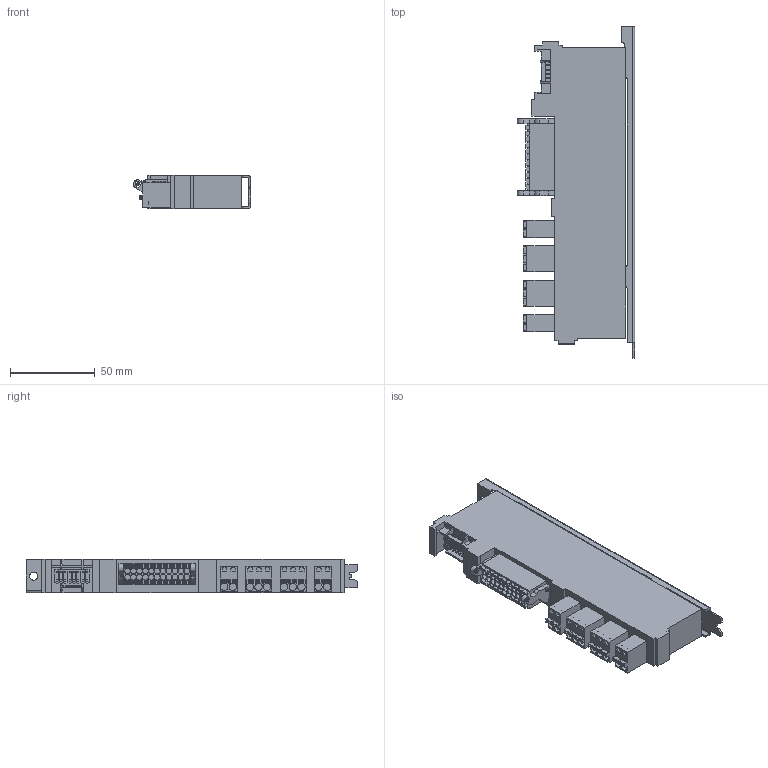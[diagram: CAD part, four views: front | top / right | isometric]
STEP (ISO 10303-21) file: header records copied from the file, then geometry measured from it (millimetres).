
FILE_DESCRIPTION((''),'2;1');
FILE_NAME('MCAD-IC7-OC7C1-A','2024-06-19T15:26:20',('U429482'),('Danfoss Drives'),'CREO PARAMETRIC BY PTC INC, 2022124','CREO PARAMETRIC BY PTC INC, 2022124','');
FILE_SCHEMA(('CONFIG_CONTROL_DESIGN','GEOMETRIC_VALIDATION_PROPERTIES_MIM'));
Length unit declared in the file: millimetre
Products named in the file (1): MCAD-IC7-OC7C1-A
Bounding box: 69.25 x 196 x 19.7 mm (x, y, z)
Volume: 173136.4 mm3; surface area: 45432.7 mm2
Topology: 3 solids, 3 shells, 1143 faces, 2924 edges, 1940 vertices
Faces by surface type: plane 940, cylinder 169, extrusion 34
Entity records: 35936 total; most frequent: CARTESIAN_POINT 6523, ORIENTED_EDGE 5848, DIRECTION 5424, EDGE_CURVE 2924, VECTOR 2530, LINE 2496, VERTEX_POINT 1940, AXIS2_PLACEMENT_3D 1447
